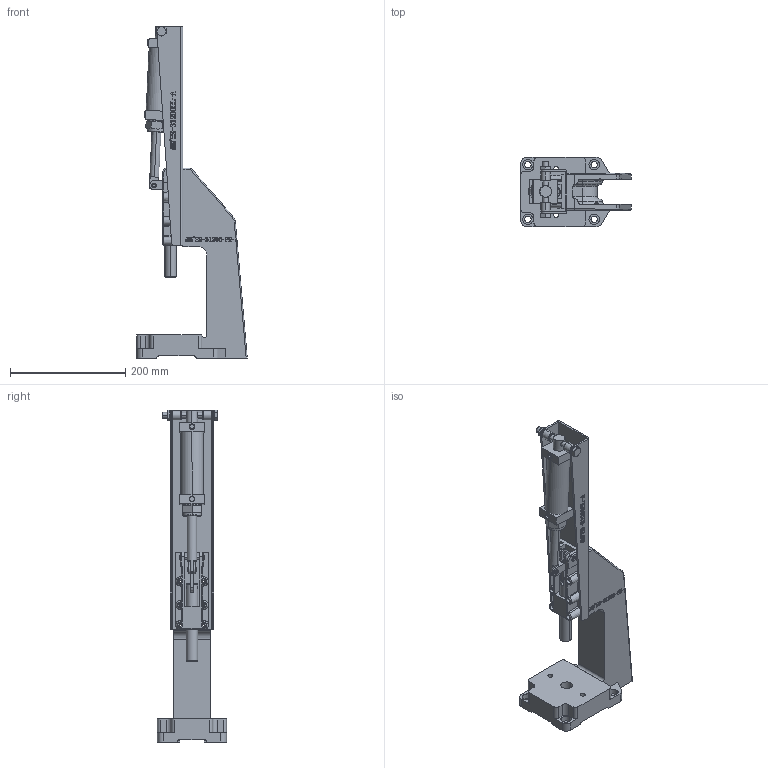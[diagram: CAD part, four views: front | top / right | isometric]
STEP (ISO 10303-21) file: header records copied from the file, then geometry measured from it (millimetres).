
FILE_DESCRIPTION (( 'STEP AP203' ), '1' );
FILE_NAME ('HS-31200PR-A 装配体.STEP', '2018-12-07T08:51:18', ( 'PCOS' ), ( '微软中国' ), 'SwSTEP 2.0', 'SolidWorks 2012', '' );
FILE_SCHEMA (( 'CONFIG_CONTROL_DESIGN' ));
Length unit declared in the file: millimetre
Products named in the file (16): HS-31200PR-A 蚾饜极; 盓殤菁釱; HS-31200HL-A 蚾饜极; 种杶; hex thin nuts-grades ab-chamfered gb_GB_FASTENER_NUT_STNAB M10-N; hexagon head bolts-full thread gb_GB_FASTENER_BOLT_STBAB A M10X90-N; 蚐詰; 挴裝; 种2; 种1; 蹟譫; 蟀裝2; 蟀裝; 活塞杆; 菁釱; 菁殤
Assembly tree (17 placements, depth 3):
  HS-31200PR-A 蚾饜极
    HS-31200HL-A 蚾饜极
      菁殤
      菁釱
      活塞杆
      蟀裝
      蟀裝2
      蹟譫
      种1  x2
      种2
      挴裝
      蚐詰
      hexagon head bolts-full thread gb_GB_FASTENER_BOLT_STBAB A M10X90-N
      hex thin nuts-grades ab-chamfered gb_GB_FASTENER_NUT_STNAB M10-N
      种杶  x2
    盓殤菁釱
Bounding box: 192 x 120 x 576.74 mm (x, y, z)
Volume: 1722697.7 mm3; surface area: 382817.6 mm2
Topology: 16 solids, 16 shells, 1376 faces, 3668 edges, 2401 vertices
Faces by surface type: plane 664, bspline 336, cylinder 277, cone 57, torus 42
Entity records: 59028 total; most frequent: CARTESIAN_POINT 25237, ORIENTED_EDGE 7256, DIRECTION 5560, EDGE_CURVE 3628, VERTEX_POINT 2377, LINE 2184, VECTOR 2184, AXIS2_PLACEMENT_3D 1688
